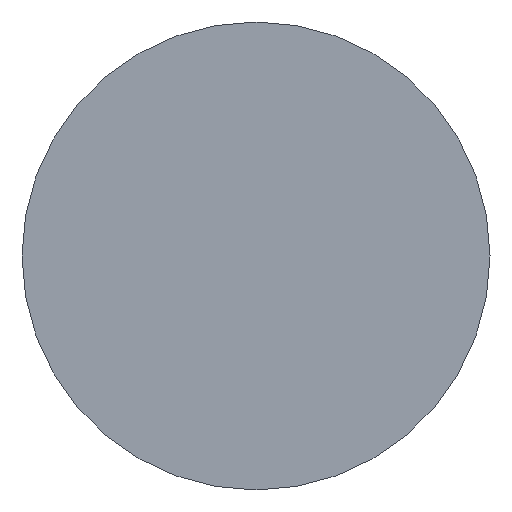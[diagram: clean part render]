
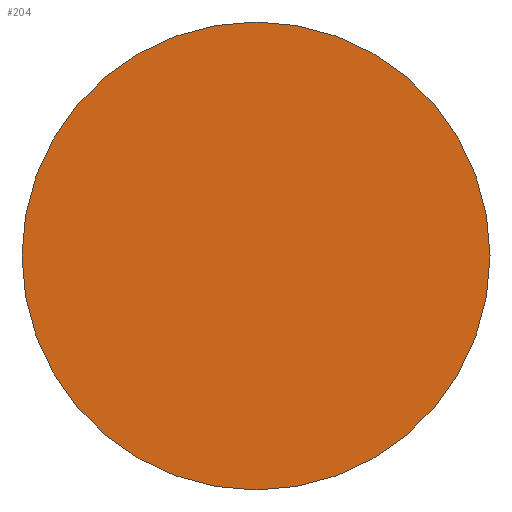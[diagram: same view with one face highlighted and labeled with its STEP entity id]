
A CAD part, front view. The second image highlights one B-rep face of the part: STEP entity #204.
In plain terms, the highlighted planar face has unit normal (0, -1, 0).
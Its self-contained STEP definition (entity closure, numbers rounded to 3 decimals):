
#204=ADVANCED_FACE('',(#223),#221,.T.);
#221=PLANE('',#338);
#223=FACE_OUTER_BOUND('',#224,.T.);
#224=EDGE_LOOP('',(#256));
#256=ORIENTED_EDGE('',*,*,#305,.F.);
#288=VERTEX_POINT('',#434);
#305=EDGE_CURVE('',#288,#288,#321,.T.);
#321=CIRCLE('',#337,2.25);
#337=AXIS2_PLACEMENT_3D('',#433,#370,#371);
#338=AXIS2_PLACEMENT_3D('',#435,#372,#373);
#370=DIRECTION('',(0.,1.,0.));
#371=DIRECTION('',(1.,0.,0.));
#372=DIRECTION('',(0.,-1.,0.));
#373=DIRECTION('',(0.,0.,1.));
#433=CARTESIAN_POINT('',(-1.563,-5.55,0.));
#434=CARTESIAN_POINT('',(0.687,-5.55,0.));
#435=CARTESIAN_POINT('',(0.912,-5.55,-2.475));
